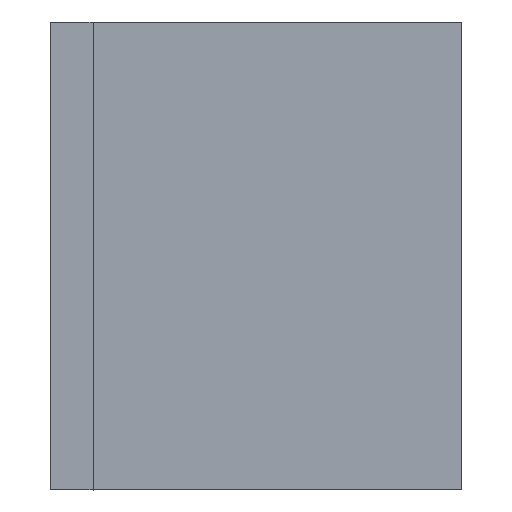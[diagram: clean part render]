
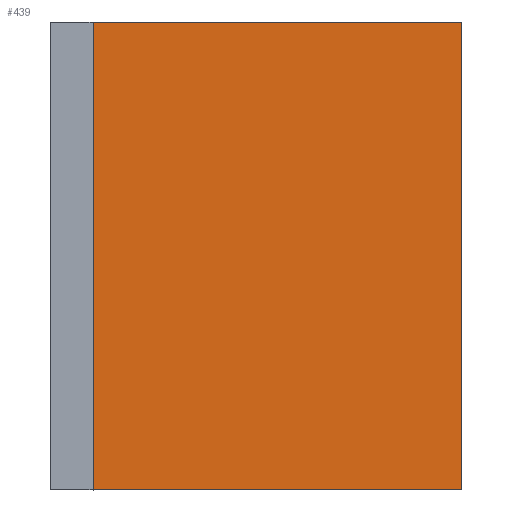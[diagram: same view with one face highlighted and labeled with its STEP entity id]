
A CAD part, top view. The second image highlights one B-rep face of the part: STEP entity #439.
In plain terms, the highlighted planar face has unit normal (0, 0, 1).
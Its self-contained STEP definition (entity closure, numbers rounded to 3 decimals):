
#33=FACE_OUTER_BOUND('',#55,.T.);
#55=EDGE_LOOP('',(#375,#376,#377,#378));
#76=LINE('',#624,#136);
#115=LINE('',#699,#175);
#116=LINE('',#702,#176);
#117=LINE('',#703,#177);
#136=VECTOR('',#506,10.);
#175=VECTOR('',#573,10.);
#176=VECTOR('',#576,10.);
#177=VECTOR('',#577,10.);
#194=VERTEX_POINT('',#622);
#195=VERTEX_POINT('',#623);
#217=VERTEX_POINT('',#697);
#218=VERTEX_POINT('',#701);
#236=EDGE_CURVE('',#194,#195,#76,.T.);
#275=EDGE_CURVE('',#217,#195,#115,.T.);
#276=EDGE_CURVE('',#218,#217,#116,.T.);
#277=EDGE_CURVE('',#218,#194,#117,.T.);
#375=ORIENTED_EDGE('',*,*,#236,.T.);
#376=ORIENTED_EDGE('',*,*,#275,.F.);
#377=ORIENTED_EDGE('',*,*,#276,.F.);
#378=ORIENTED_EDGE('',*,*,#277,.T.);
#417=PLANE('',#475);
#439=ADVANCED_FACE('',(#33),#417,.T.);
#475=AXIS2_PLACEMENT_3D('',#700,#574,#575);
#506=DIRECTION('',(0.,-1.,0.));
#573=DIRECTION('',(-1.,0.,0.));
#574=DIRECTION('center_axis',(0.,0.,
1.));
#575=DIRECTION('ref_axis',(0.,-1.,0.));
#576=DIRECTION('',(0.,-1.,0.));
#577=DIRECTION('',(-1.,0.,0.));
#622=CARTESIAN_POINT('',(117.762,-64.062,0.99));
#623=CARTESIAN_POINT('',(117.762,-70.418,0.99));
#624=CARTESIAN_POINT('',(117.762,-67.24,0.99));
#697=CARTESIAN_POINT('',(122.777,-70.418,0.99));
#699=CARTESIAN_POINT('',(117.777,-70.418,0.99));
#700=CARTESIAN_POINT('Origin',(117.777,-64.062,0.99));
#701=CARTESIAN_POINT('',(122.777,-64.062,0.99));
#702=CARTESIAN_POINT('',(122.777,-64.062,0.99));
#703=CARTESIAN_POINT('',(117.777,-64.062,0.99));
